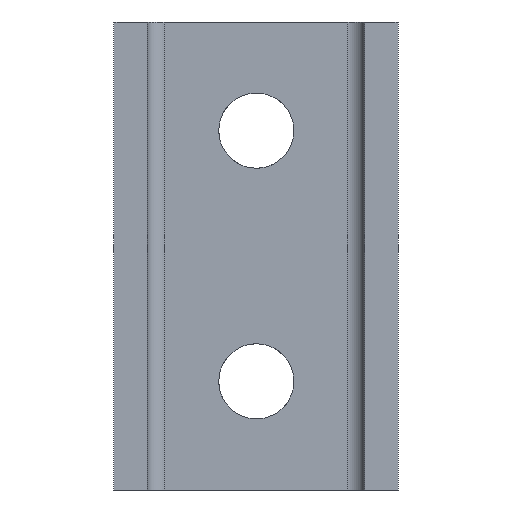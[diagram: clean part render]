
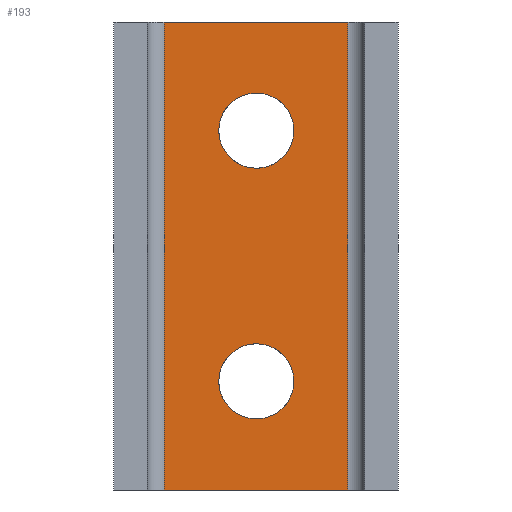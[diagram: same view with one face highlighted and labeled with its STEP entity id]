
A CAD part, front view. The second image highlights one B-rep face of the part: STEP entity #193.
In plain terms, the highlighted planar face has unit normal (0, -1, 0).
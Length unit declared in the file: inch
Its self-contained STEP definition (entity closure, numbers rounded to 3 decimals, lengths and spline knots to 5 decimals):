
#123=EDGE_CURVE('',#283,#217,#284,.T.);
#137=EDGE_CURVE('',#245,#283,#304,.T.);
#155=EDGE_CURVE('',#328,#217,#329,.T.);
#185=EDGE_CURVE('',#245,#328,#363,.T.);
#193=ADVANCED_FACE('',(#372,#373,#374),#375,.T.);
#217=VERTEX_POINT('',#392);
#245=VERTEX_POINT('',#443);
#283=VERTEX_POINT('',#520);
#284=LINE('',#521,#522);
#304=LINE('',#558,#559);
#328=VERTEX_POINT('',#607);
#329=LINE('',#608,#609);
#363=LINE('',#687,#688);
#372=FACE_BOUND('',#708,.T.);
#373=FACE_BOUND('',#709,.T.);
#374=FACE_OUTER_BOUND('',#710,.T.);
#375=PLANE('',#711);
#392=CARTESIAN_POINT('',(0.37488,0.81228,3.5));
#443=CARTESIAN_POINT('',(1.74948,0.81228,0.0));
#520=CARTESIAN_POINT('',(1.74948,0.81228,3.5));
#521=CARTESIAN_POINT('',(1.74948,0.81228,3.5));
#522=VECTOR('',#797,1.0);
#558=CARTESIAN_POINT('',(1.74948,0.81228,0.0));
#559=VECTOR('',#815,1.0);
#607=CARTESIAN_POINT('',(0.37488,0.81228,0.0));
#608=CARTESIAN_POINT('',(0.37488,0.81228,0.0));
#609=VECTOR('',#852,1.0);
#687=CARTESIAN_POINT('',(1.74948,0.81228,0.0));
#688=VECTOR('',#893,1.0);
#708=EDGE_LOOP('',(#902,#903,#904,#905));
#709=EDGE_LOOP('',(#906,#907,#908,#909));
#710=EDGE_LOOP('',(#910,#911,#912,#913));
#711=AXIS2_PLACEMENT_3D('',#914,#915,#916);
#797=DIRECTION('',(-1.0,0.0,0.0));
#815=DIRECTION('',(0.0,0.0,1.0));
#852=DIRECTION('',(0.0,0.0,1.0));
#893=DIRECTION('',(-1.0,0.0,0.0));
#902=ORIENTED_EDGE('',*,*,#946,.T.);
#903=ORIENTED_EDGE('',*,*,#955,.T.);
#904=ORIENTED_EDGE('',*,*,#934,.T.);
#905=ORIENTED_EDGE('',*,*,#941,.T.);
#906=ORIENTED_EDGE('',*,*,#964,.T.);
#907=ORIENTED_EDGE('',*,*,#974,.T.);
#908=ORIENTED_EDGE('',*,*,#959,.T.);
#909=ORIENTED_EDGE('',*,*,#971,.T.);
#910=ORIENTED_EDGE('',*,*,#123,.T.);
#911=ORIENTED_EDGE('',*,*,#155,.F.);
#912=ORIENTED_EDGE('',*,*,#185,.F.);
#913=ORIENTED_EDGE('',*,*,#137,.T.);
#914=CARTESIAN_POINT('',(1.06218,0.81228,0.0));
#915=DIRECTION('',(0.0,-1.0,0.0));
#916=DIRECTION('',(1.0,0.0,-0.0));
#934=EDGE_CURVE('',#984,#982,#985,.T.);
#941=EDGE_CURVE('',#982,#992,#994,.T.);
#946=EDGE_CURVE('',#992,#999,#1001,.T.);
#955=EDGE_CURVE('',#999,#984,#1014,.T.);
#959=EDGE_CURVE('',#1019,#1017,#1020,.T.);
#964=EDGE_CURVE('',#1026,#1024,#1027,.T.);
#971=EDGE_CURVE('',#1017,#1026,#1034,.T.);
#974=EDGE_CURVE('',#1024,#1019,#1037,.T.);
#982=VERTEX_POINT('',#1048);
#984=VERTEX_POINT('',#1051);
#985=B_SPLINE_CURVE_WITH_KNOTS('',3,(#1052,#1053,#1054,#1055),.UNSPECIFIED.,.F.,.F.,(4,4),(0.0,1.0),.UNSPECIFIED.);
#992=VERTEX_POINT('',#1066);
#994=B_SPLINE_CURVE_WITH_KNOTS('',3,(#1069,#1070,#1071,#1072),.UNSPECIFIED.,.F.,.F.,(4,4),(0.0,1.0),.UNSPECIFIED.);
#999=VERTEX_POINT('',#1080);
#1001=B_SPLINE_CURVE_WITH_KNOTS('',3,(#1083,#1084,#1085,#1086),.UNSPECIFIED.,.F.,.F.,(4,4),(0.0,1.0),.UNSPECIFIED.);
#1014=B_SPLINE_CURVE_WITH_KNOTS('',3,(#1114,#1115,#1116,#1117),.UNSPECIFIED.,.F.,.F.,(4,4),(0.0,1.0),.UNSPECIFIED.);
#1017=VERTEX_POINT('',#1120);
#1019=VERTEX_POINT('',#1123);
#1020=B_SPLINE_CURVE_WITH_KNOTS('',3,(#1124,#1125,#1126,#1127),.UNSPECIFIED.,.F.,.F.,(4,4),(0.0,1.0),.UNSPECIFIED.);
#1024=VERTEX_POINT('',#1132);
#1026=VERTEX_POINT('',#1135);
#1027=B_SPLINE_CURVE_WITH_KNOTS('',3,(#1136,#1137,#1138,#1139),.UNSPECIFIED.,.F.,.F.,(4,4),(0.0,1.0),.UNSPECIFIED.);
#1034=B_SPLINE_CURVE_WITH_KNOTS('',3,(#1147,#1148,#1149,#1150),.UNSPECIFIED.,.F.,.F.,(4,4),(0.0,1.0),.UNSPECIFIED.);
#1037=B_SPLINE_CURVE_WITH_KNOTS('',3,(#1153,#1154,#1155,#1156),.UNSPECIFIED.,.F.,.F.,(4,4),(0.0,1.0),.UNSPECIFIED.);
#1048=CARTESIAN_POINT('',(1.06476,0.81228,0.53125));
#1051=CARTESIAN_POINT('',(1.34601,0.81228,0.8125));
#1052=CARTESIAN_POINT('',(1.34601,0.81228,0.8125));
#1053=CARTESIAN_POINT('',(1.34601,0.81228,0.65717));
#1054=CARTESIAN_POINT('',(1.22009,0.81228,0.53125));
#1055=CARTESIAN_POINT('',(1.06476,0.81228,0.53125));
#1066=CARTESIAN_POINT('',(0.78351,0.81228,0.8125));
#1069=CARTESIAN_POINT('',(1.06476,0.81228,0.53125));
#1070=CARTESIAN_POINT('',(0.90943,0.81228,0.53125));
#1071=CARTESIAN_POINT('',(0.78351,0.81228,0.65717));
#1072=CARTESIAN_POINT('',(0.78351,0.81228,0.8125));
#1080=CARTESIAN_POINT('',(1.06476,0.81228,1.09375));
#1083=CARTESIAN_POINT('',(0.78351,0.81228,0.8125));
#1084=CARTESIAN_POINT('',(0.78351,0.81228,0.96783));
#1085=CARTESIAN_POINT('',(0.90943,0.81228,1.09375));
#1086=CARTESIAN_POINT('',(1.06476,0.81228,1.09375));
#1114=CARTESIAN_POINT('',(1.06476,0.81228,1.09375));
#1115=CARTESIAN_POINT('',(1.22009,0.81228,1.09375));
#1116=CARTESIAN_POINT('',(1.34601,0.81228,0.96783));
#1117=CARTESIAN_POINT('',(1.34601,0.81228,0.8125));
#1120=CARTESIAN_POINT('',(1.06476,0.81228,2.40625));
#1123=CARTESIAN_POINT('',(1.34601,0.81228,2.6875));
#1124=CARTESIAN_POINT('',(1.34601,0.81228,2.6875));
#1125=CARTESIAN_POINT('',(1.34601,0.81228,2.53217));
#1126=CARTESIAN_POINT('',(1.22009,0.81228,2.40625));
#1127=CARTESIAN_POINT('',(1.06476,0.81228,2.40625));
#1132=CARTESIAN_POINT('',(1.06476,0.81228,2.96875));
#1135=CARTESIAN_POINT('',(0.78351,0.81228,2.6875));
#1136=CARTESIAN_POINT('',(0.78351,0.81228,2.6875));
#1137=CARTESIAN_POINT('',(0.78351,0.81228,2.84283));
#1138=CARTESIAN_POINT('',(0.90943,0.81228,2.96875));
#1139=CARTESIAN_POINT('',(1.06476,0.81228,2.96875));
#1147=CARTESIAN_POINT('',(1.06476,0.81228,2.40625));
#1148=CARTESIAN_POINT('',(0.90943,0.81228,2.40625));
#1149=CARTESIAN_POINT('',(0.78351,0.81228,2.53217));
#1150=CARTESIAN_POINT('',(0.78351,0.81228,2.6875));
#1153=CARTESIAN_POINT('',(1.06476,0.81228,2.96875));
#1154=CARTESIAN_POINT('',(1.22009,0.81228,2.96875));
#1155=CARTESIAN_POINT('',(1.34601,0.81228,2.84283));
#1156=CARTESIAN_POINT('',(1.34601,0.81228,2.6875));
